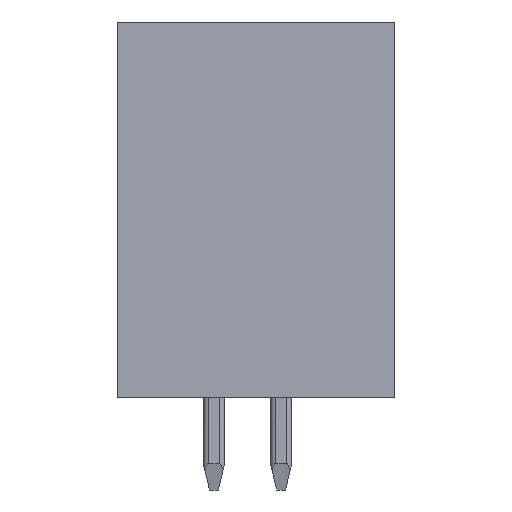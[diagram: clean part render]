
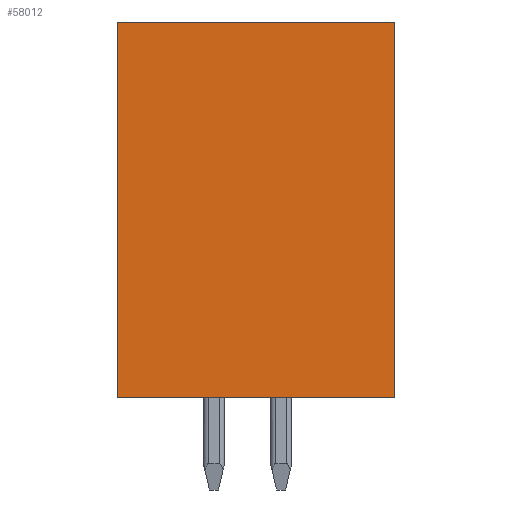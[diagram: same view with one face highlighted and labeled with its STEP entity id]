
A CAD part, front view. The second image highlights one B-rep face of the part: STEP entity #58012.
In plain terms, the highlighted planar face has unit normal (0, -1, 0).
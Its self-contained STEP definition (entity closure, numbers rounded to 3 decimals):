
#22769=DIRECTION('',(0.,0.,-1.));
#22770=VECTOR('',#22769,14.2);
#22771=CARTESIAN_POINT('',(-5.25,-60.67,7.1));
#22772=LINE('',#22771,#22770);
#22773=DIRECTION('',(-1.,0.,0.));
#22774=VECTOR('',#22773,10.5);
#22775=CARTESIAN_POINT('',(5.25,-60.67,7.1));
#22776=LINE('',#22775,#22774);
#22777=DIRECTION('',(0.,0.,1.));
#22778=VECTOR('',#22777,14.2);
#22779=CARTESIAN_POINT('',(5.25,-60.67,-7.1));
#22780=LINE('',#22779,#22778);
#22781=DIRECTION('',(1.,0.,0.));
#22782=VECTOR('',#22781,10.5);
#22783=CARTESIAN_POINT('',(-5.25,-60.67,-7.1));
#22784=LINE('',#22783,#22782);
#22893=CARTESIAN_POINT('',(-5.25,-60.67,7.1));
#22894=CARTESIAN_POINT('',(-5.25,-60.67,-7.1));
#22895=VERTEX_POINT('',#22893);
#22896=VERTEX_POINT('',#22894);
#22897=CARTESIAN_POINT('',(5.25,-60.67,-7.1));
#22898=VERTEX_POINT('',#22897);
#22899=CARTESIAN_POINT('',(5.25,-60.67,7.1));
#22900=VERTEX_POINT('',#22899);
#58001=CARTESIAN_POINT('',(0.,-60.67,0.));
#58002=DIRECTION('',(0.,-1.,0.));
#58003=DIRECTION('',(1.,0.,0.));
#58004=AXIS2_PLACEMENT_3D('',#58001,#58002,#58003);
#58005=PLANE('',#58004);
#58006=ORIENTED_EDGE('',*,*,#28504,.F.);
#58007=ORIENTED_EDGE('',*,*,#29178,.F.);
#58008=ORIENTED_EDGE('',*,*,#29303,.F.);
#58009=ORIENTED_EDGE('',*,*,#29677,.F.);
#58010=EDGE_LOOP('',(#58006,#58007,#58008,#58009));
#58011=FACE_OUTER_BOUND('',#58010,.F.);
#58012=ADVANCED_FACE('',(#58011),#58005,.T.);
#28504=EDGE_CURVE('',#22895,#22896,#22772,.T.);
#29178=EDGE_CURVE('',#22900,#22895,#22776,.T.);
#29303=EDGE_CURVE('',#22898,#22900,#22780,.T.);
#29677=EDGE_CURVE('',#22896,#22898,#22784,.T.);
